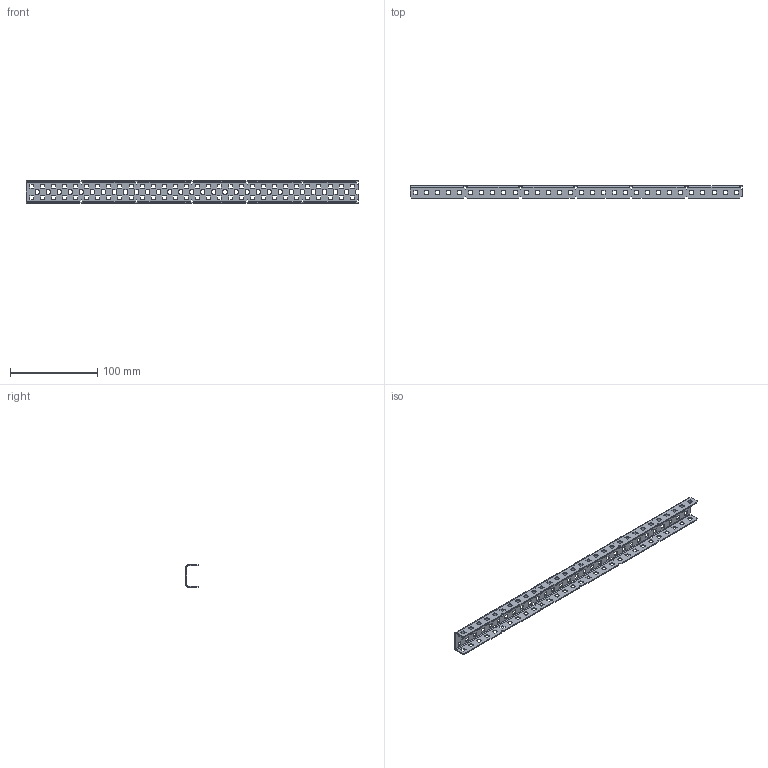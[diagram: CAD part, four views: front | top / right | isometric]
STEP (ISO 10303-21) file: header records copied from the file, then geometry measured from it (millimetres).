
FILE_DESCRIPTION(/* description */ (''),/* implementation_level */ '2;1');
FILE_NAME(/* name */ 'Aluminum C-Channel 1x2x1x30_MIR.ipt.step',/* time_stamp */ '2020-04-16T22:59:34-04:00',/* author */ ('Jordan'),/* organization */ (''),/* preprocessor_version */ 'ST-DEVELOPER v17',/* originating_system */ 'Autodesk Inventor 2019',/* authorisation */ '');
FILE_SCHEMA (('AUTOMOTIVE_DESIGN { 1 0 10303 214 3 1 1 }'));
Products named in the file (1): Aluminum C-Channel 1x2x1x30_MIR
Bounding box: 381.38 x 13.87 x 25.4 mm (x, y, z)
Volume: 18180.1 mm3; surface area: 35387.7 mm2
Topology: 1 solids, 1 shells, 1366 faces, 5480 edges, 5302 vertices
Faces by surface type: plane 700, cylinder 622, bspline 44
Entity records: 58676 total; most frequent: CARTESIAN_POINT 13378, DIRECTION 9318, ORIENTED_EDGE 8200, EDGE_CURVE 4100, AXIS2_PLACEMENT_3D 3253, LINE 2812, VECTOR 2812, STYLED_ITEM 2747
